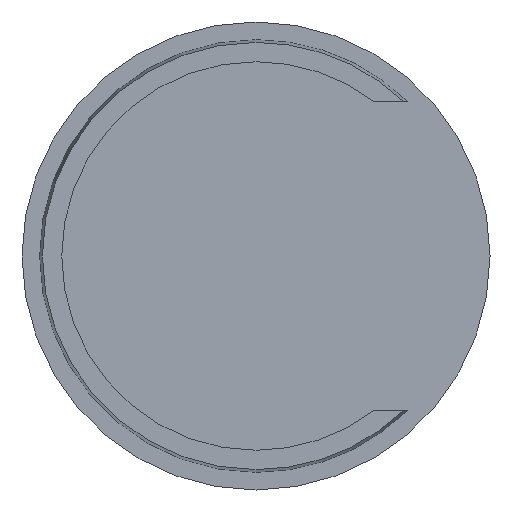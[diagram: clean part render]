
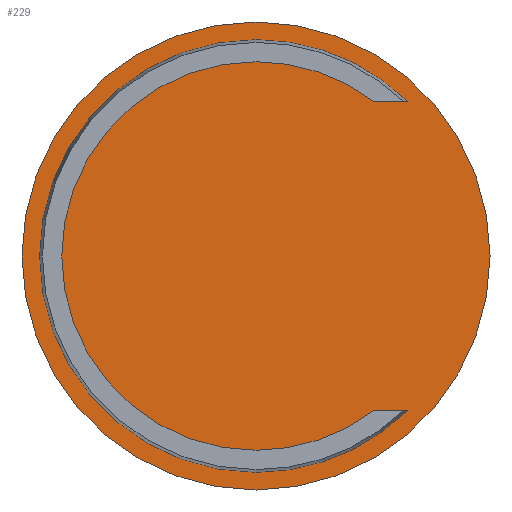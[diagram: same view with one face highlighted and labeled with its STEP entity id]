
A CAD part, front view. The second image highlights one B-rep face of the part: STEP entity #229.
In plain terms, the highlighted planar face has unit normal (0, -1, 0).
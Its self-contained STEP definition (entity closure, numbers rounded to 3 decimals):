
#2 = VERTEX_POINT ( 'NONE', #309 ) ;
#8 = DIRECTION ( 'NONE',  ( 0., -1., 0. ) ) ;
#14 = EDGE_CURVE ( 'NONE', #214, #67, #524, .T. ) ;
#29 = EDGE_CURVE ( 'NONE', #67, #316, #450, .T. ) ;
#33 = DIRECTION ( 'NONE',  ( 0., -1., 0. ) ) ;
#36 = AXIS2_PLACEMENT_3D ( 'NONE', #152, #499, #649 ) ;
#44 = CARTESIAN_POINT ( 'NONE',  ( 0., 30., 0. ) ) ;
#45 = LINE ( 'NONE', #535, #487 ) ;
#53 = PLANE ( 'NONE',  #73 ) ;
#57 = CIRCLE ( 'NONE', #318, 17.6 ) ;
#62 = DIRECTION ( 'NONE',  ( 0., 0., -1. ) ) ;
#64 = EDGE_CURVE ( 'NONE', #214, #252, #478, .T. ) ;
#67 = VERTEX_POINT ( 'NONE', #629 ) ;
#68 = EDGE_LOOP ( 'NONE', ( #613, #424 ) ) ;
#69 = DIRECTION ( 'NONE',  ( 0., 0., -1. ) ) ;
#73 = AXIS2_PLACEMENT_3D ( 'NONE', #495, #87, #188 ) ;
#84 = CIRCLE ( 'NONE', #459, 19.3 ) ;
#87 = DIRECTION ( 'NONE',  ( 0., -1., 0. ) ) ;
#104 = CARTESIAN_POINT ( 'NONE',  ( 10.666, 30., 14. ) ) ;
#122 = CIRCLE ( 'NONE', #468, 17.6 ) ;
#135 = DIRECTION ( 'NONE',  ( 0., 0., -1. ) ) ;
#137 = ORIENTED_EDGE ( 'NONE', *, *, #241, .T. ) ;
#139 = CARTESIAN_POINT ( 'NONE',  ( 0., 30., -21.2 ) ) ;
#142 = CARTESIAN_POINT ( 'NONE',  ( 13.285, 30., 14. ) ) ;
#152 = CARTESIAN_POINT ( 'NONE',  ( 0., 30., 0. ) ) ;
#153 = CIRCLE ( 'NONE', #264, 21.2 ) ;
#161 = AXIS2_PLACEMENT_3D ( 'NONE', #517, #33, #314 ) ;
#169 = CIRCLE ( 'NONE', #636, 21.2 ) ;
#177 = FACE_OUTER_BOUND ( 'NONE', #68, .T. ) ;
#178 = DIRECTION ( 'NONE',  ( 0., -1., 0. ) ) ;
#179 = ORIENTED_EDGE ( 'NONE', *, *, #628, .F. ) ;
#188 = DIRECTION ( 'NONE',  ( 0., 0., -1. ) ) ;
#193 = EDGE_CURVE ( 'NONE', #592, #477, #169, .T. ) ;
#214 = VERTEX_POINT ( 'NONE', #142 ) ;
#215 = CARTESIAN_POINT ( 'NONE',  ( 0., 30., 0. ) ) ;
#222 = EDGE_CURVE ( 'NONE', #434, #2, #45, .T. ) ;
#225 = AXIS2_PLACEMENT_3D ( 'NONE', #620, #574, #325 ) ;
#229 = ADVANCED_FACE ( 'NONE', ( #621, #177 ), #53, .T. ) ;
#233 = VECTOR ( 'NONE', #627, 1000. ) ;
#241 = EDGE_CURVE ( 'NONE', #617, #2, #368, .T. ) ;
#252 = VERTEX_POINT ( 'NONE', #104 ) ;
#262 = ORIENTED_EDGE ( 'NONE', *, *, #222, .F. ) ;
#264 = AXIS2_PLACEMENT_3D ( 'NONE', #611, #8, #69 ) ;
#278 = CARTESIAN_POINT ( 'NONE',  ( 42., 30., 14. ) ) ;
#303 = DIRECTION ( 'NONE',  ( 0., -1., 0. ) ) ;
#309 = CARTESIAN_POINT ( 'NONE',  ( 10.666, 30., -14. ) ) ;
#314 = DIRECTION ( 'NONE',  ( 0., 0., -1. ) ) ;
#316 = VERTEX_POINT ( 'NONE', #603 ) ;
#318 = AXIS2_PLACEMENT_3D ( 'NONE', #397, #303, #62 ) ;
#323 = EDGE_CURVE ( 'NONE', #518, #617, #57, .T. ) ;
#325 = DIRECTION ( 'NONE',  ( 0., 0., -1. ) ) ;
#364 = ORIENTED_EDGE ( 'NONE', *, *, #64, .T. ) ;
#368 = CIRCLE ( 'NONE', #36, 17.6 ) ;
#381 = CARTESIAN_POINT ( 'NONE',  ( 0., 30., 0. ) ) ;
#388 = EDGE_CURVE ( 'NONE', #477, #592, #153, .T. ) ;
#397 = CARTESIAN_POINT ( 'NONE',  ( 0., 30., 0. ) ) ;
#413 = DIRECTION ( 'NONE',  ( 0., 0., -1. ) ) ;
#424 = ORIENTED_EDGE ( 'NONE', *, *, #388, .T. ) ;
#429 = DIRECTION ( 'NONE',  ( 0., -1., 0. ) ) ;
#434 = VERTEX_POINT ( 'NONE', #506 ) ;
#450 = CIRCLE ( 'NONE', #161, 19.3 ) ;
#459 = AXIS2_PLACEMENT_3D ( 'NONE', #215, #467, #413 ) ;
#467 = DIRECTION ( 'NONE',  ( 0., -1., 0. ) ) ;
#468 = AXIS2_PLACEMENT_3D ( 'NONE', #381, #178, #135 ) ;
#477 = VERTEX_POINT ( 'NONE', #550 ) ;
#478 = LINE ( 'NONE', #278, #233 ) ;
#479 = CARTESIAN_POINT ( 'NONE',  ( 0., 30., -17.6 ) ) ;
#480 = DIRECTION ( 'NONE',  ( 0., 0., -1. ) ) ;
#487 = VECTOR ( 'NONE', #644, 1000. ) ;
#495 = CARTESIAN_POINT ( 'NONE',  ( 0., 30., 0. ) ) ;
#499 = DIRECTION ( 'NONE',  ( 0., -1., 0. ) ) ;
#501 = ORIENTED_EDGE ( 'NONE', *, *, #14, .F. ) ;
#506 = CARTESIAN_POINT ( 'NONE',  ( 13.285, 30., -14. ) ) ;
#507 = ORIENTED_EDGE ( 'NONE', *, *, #323, .T. ) ;
#517 = CARTESIAN_POINT ( 'NONE',  ( 0., 30., 0. ) ) ;
#518 = VERTEX_POINT ( 'NONE', #558 ) ;
#524 = CIRCLE ( 'NONE', #225, 19.3 ) ;
#525 = EDGE_CURVE ( 'NONE', #252, #518, #122, .T. ) ;
#535 = CARTESIAN_POINT ( 'NONE',  ( 42., 30., -14. ) ) ;
#538 = ORIENTED_EDGE ( 'NONE', *, *, #525, .T. ) ;
#547 = ORIENTED_EDGE ( 'NONE', *, *, #29, .F. ) ;
#550 = CARTESIAN_POINT ( 'NONE',  ( 0., 30., 21.2 ) ) ;
#558 = CARTESIAN_POINT ( 'NONE',  ( 0., 30., 17.6 ) ) ;
#574 = DIRECTION ( 'NONE',  ( 0., -1., 0. ) ) ;
#592 = VERTEX_POINT ( 'NONE', #139 ) ;
#603 = CARTESIAN_POINT ( 'NONE',  ( 0., 30., -19.3 ) ) ;
#611 = CARTESIAN_POINT ( 'NONE',  ( 0., 30., 0. ) ) ;
#612 = EDGE_LOOP ( 'NONE', ( #538, #507, #137, #262, #179, #547, #501, #364 ) ) ;
#613 = ORIENTED_EDGE ( 'NONE', *, *, #193, .T. ) ;
#617 = VERTEX_POINT ( 'NONE', #479 ) ;
#620 = CARTESIAN_POINT ( 'NONE',  ( 0., 30., 0. ) ) ;
#621 = FACE_BOUND ( 'NONE', #612, .T. ) ;
#627 = DIRECTION ( 'NONE',  ( -1., 0., 0. ) ) ;
#628 = EDGE_CURVE ( 'NONE', #316, #434, #84, .T. ) ;
#629 = CARTESIAN_POINT ( 'NONE',  ( 0., 30., 19.3 ) ) ;
#636 = AXIS2_PLACEMENT_3D ( 'NONE', #44, #429, #480 ) ;
#644 = DIRECTION ( 'NONE',  ( -1., 0., 0. ) ) ;
#649 = DIRECTION ( 'NONE',  ( 0., 0., -1. ) ) ;
